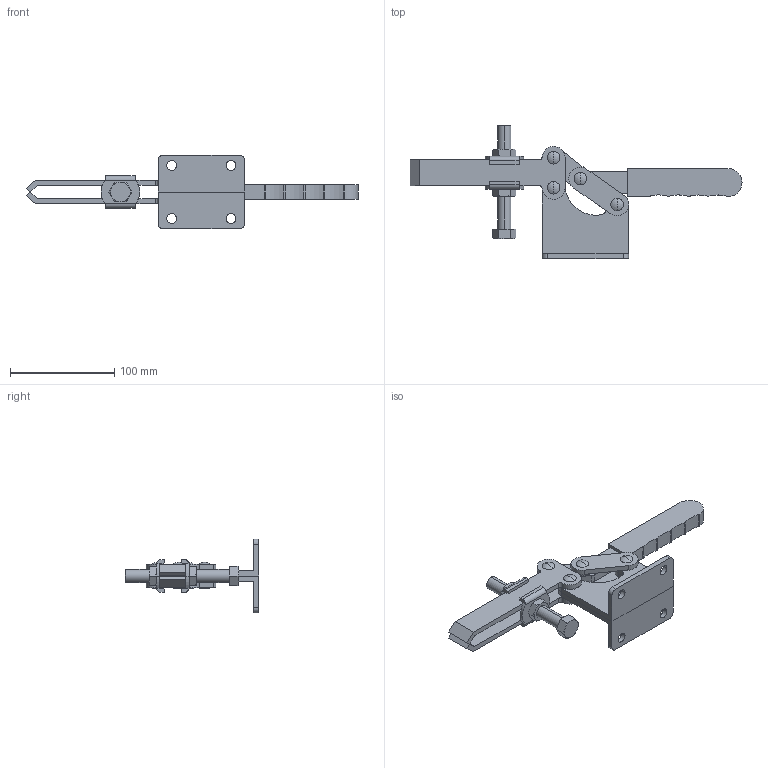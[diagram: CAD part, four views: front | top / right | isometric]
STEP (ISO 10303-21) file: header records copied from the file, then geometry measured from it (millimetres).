
FILE_DESCRIPTION (( 'STEP AP214' ), '1' );
FILE_NAME ('GH-204-GBLH(Â²¤Æ)-1.STEP', '2020-07-15T06:22:14', ( 'LinWei' ), ( '' ), 'SwSTEP 2.0', 'SolidWorks 2016', '' );
FILE_SCHEMA (( 'AUTOMOTIVE_DESIGN' ));
Length unit declared in the file: millimetre
Products named in the file (6): Group4^GH-204-GBLH(簡化); Group1^組合件8; Group5^GH-204-G(簡化); Group2^GH-204-GBLH(簡化)-1; Group1^GH-204-GBLH(簡化)-1; GH-204-GBLH(簡化)-1
Assembly tree (5 placements, depth 2):
  GH-204-GBLH(簡化)-1
    Group1^GH-204-GBLH(簡化)-1
    Group2^GH-204-GBLH(簡化)-1
    Group5^GH-204-G(簡化)
    Group1^組合件8
    Group4^GH-204-GBLH(簡化)
Bounding box: 319 x 128.35 x 71 mm (x, y, z)
Volume: 212557.7 mm3; surface area: 78292.4 mm2
Topology: 5 solids, 5 shells, 262 faces, 630 edges, 406 vertices
Faces by surface type: cylinder 112, plane 108, cone 34, sphere 8
Entity records: 9077 total; most frequent: CARTESIAN_POINT 1698, DIRECTION 1360, ORIENTED_EDGE 1260, EDGE_CURVE 630, AXIS2_PLACEMENT_3D 536, VERTEX_POINT 406, EDGE_LOOP 310, LINE 288
